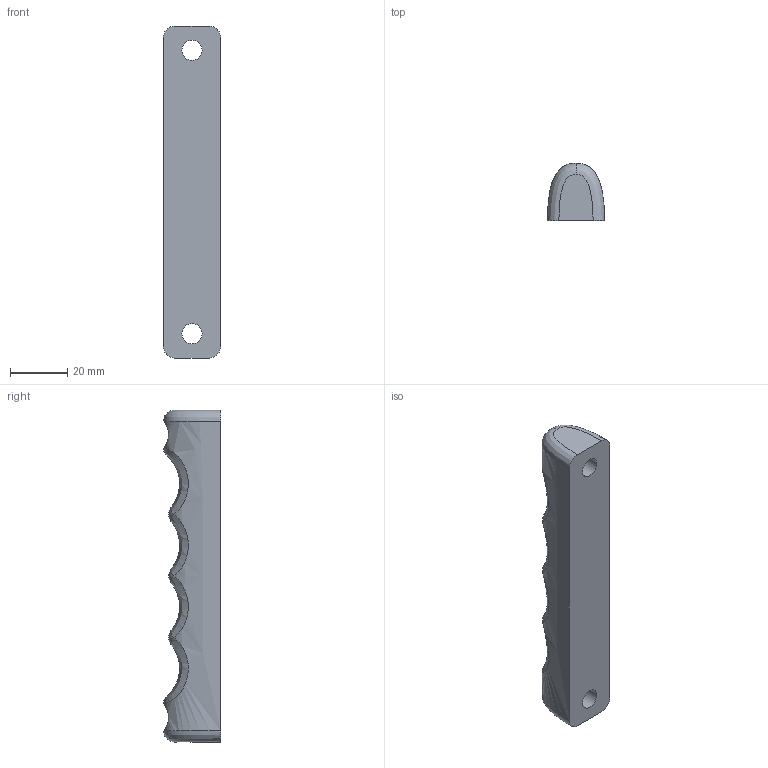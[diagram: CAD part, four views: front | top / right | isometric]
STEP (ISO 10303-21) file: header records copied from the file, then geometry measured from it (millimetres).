
FILE_DESCRIPTION(/* description */ (''),/* implementation_level */ '2;1');
FILE_NAME(/* name */ 'flessenhouder_handvat_voorkant.stp',/* time_stamp */ '2018-05-21T13:29:12+02:00',/* author */ (''),/* organization */ (''),/* preprocessor_version */ 'ST-DEVELOPER v16',/* originating_system */ 'SIEMENS PLM Software NX 11.0',/* authorisation */ '');
FILE_SCHEMA (('AUTOMOTIVE_DESIGN { 1 0 10303 214 3 1 1 1 }'));
Length unit declared in the file: millimetre
Products named in the file (1): zenn2BE067F42t4c
Bounding box: 20 x 19.94 x 116 mm (x, y, z)
Volume: 32329.5 mm3; surface area: 9139.4 mm2
Topology: 1 solids, 1 shells, 36 faces, 84 edges, 50 vertices
Faces by surface type: bspline 12, cylinder 11, sphere 6, plane 5, extrusion 2
Full cylindrical faces by diameter (mm): 7 x2, 10.5 x2
Entity records: 1830 total; most frequent: CARTESIAN_POINT 1095, ORIENTED_EDGE 156, DIRECTION 122, EDGE_CURVE 78, AXIS2_PLACEMENT_3D 55, VERTEX_POINT 48, EDGE_LOOP 44, B_SPLINE_CURVE_WITH_KNOTS 38
